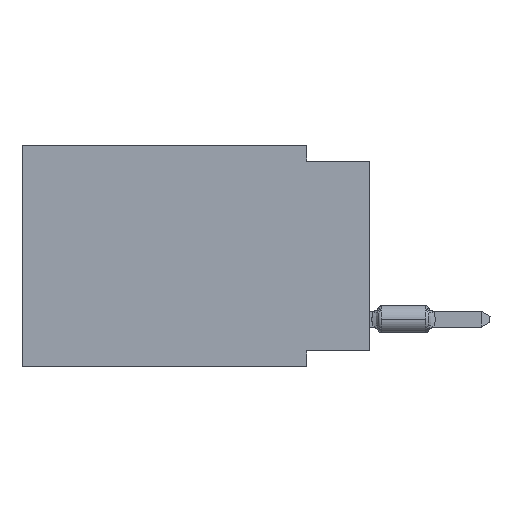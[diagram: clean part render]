
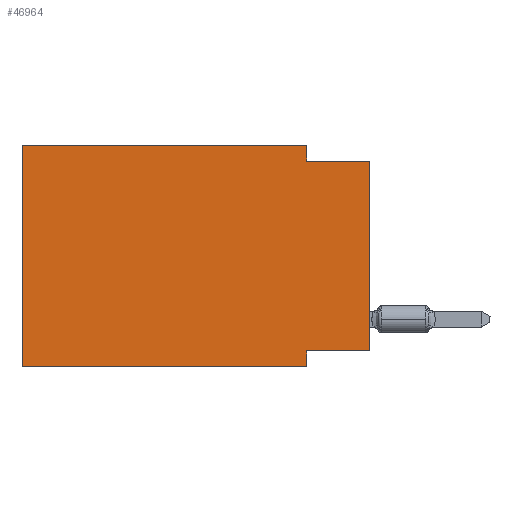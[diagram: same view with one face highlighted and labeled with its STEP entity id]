
A CAD part, left-side view. The second image highlights one B-rep face of the part: STEP entity #46964.
In plain terms, the highlighted planar face has unit normal (-1, 0, 0).
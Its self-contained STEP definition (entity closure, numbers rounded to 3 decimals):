
#2000 = PLANE ( 'NONE',  #106756 ) ;
#3788 = CARTESIAN_POINT ( 'NONE',  ( 0., 2.54, -8.255 ) ) ;
#7485 = CARTESIAN_POINT ( 'NONE',  ( 0., 2.54, -0.635 ) ) ;
#8661 = DIRECTION ( 'NONE',  ( 1., 0., 0. ) ) ;
#8943 = VERTEX_POINT ( 'NONE', #78819 ) ;
#12941 = VECTOR ( 'NONE', #76382, 1000. ) ;
#20103 = LINE ( 'NONE', #110572, #115889 ) ;
#23404 = CARTESIAN_POINT ( 'NONE',  ( 0., 13.97, 0. ) ) ;
#25427 = ORIENTED_EDGE ( 'NONE', *, *, #99374, .F. ) ;
#25775 = CARTESIAN_POINT ( 'NONE',  ( 0., 13.97, 0. ) ) ;
#26080 = DIRECTION ( 'NONE',  ( 0., 0., 1. ) ) ;
#26836 = VERTEX_POINT ( 'NONE', #114960 ) ;
#27744 = EDGE_CURVE ( 'NONE', #76363, #26836, #36917, .T. ) ;
#29137 = DIRECTION ( 'NONE',  ( 0., 1., 0. ) ) ;
#30464 = DIRECTION ( 'NONE',  ( 0., -1., 0. ) ) ;
#30487 = VERTEX_POINT ( 'NONE', #23404 ) ;
#30552 = EDGE_CURVE ( 'NONE', #30487, #91472, #71028, .T. ) ;
#36917 = LINE ( 'NONE', #53832, #67143 ) ;
#37454 = VERTEX_POINT ( 'NONE', #107946 ) ;
#39559 = CARTESIAN_POINT ( 'NONE',  ( 0., 0., 0. ) ) ;
#42933 = EDGE_CURVE ( 'NONE', #91472, #50521, #109219, .T. ) ;
#43597 = VECTOR ( 'NONE', #26080, 1000. ) ;
#44201 = DIRECTION ( 'NONE',  ( 0., 0., -1. ) ) ;
#46964 = ADVANCED_FACE ( 'NONE', ( #100919 ), #2000, .F. ) ;
#47838 = CARTESIAN_POINT ( 'NONE',  ( 0., 13.97, 0. ) ) ;
#49239 = ORIENTED_EDGE ( 'NONE', *, *, #42933, .F. ) ;
#49272 = CARTESIAN_POINT ( 'NONE',  ( 0., 2.54, 0. ) ) ;
#50521 = VERTEX_POINT ( 'NONE', #7485 ) ;
#53832 = CARTESIAN_POINT ( 'NONE',  ( 0., 2.54, -8.89 ) ) ;
#56236 = ORIENTED_EDGE ( 'NONE', *, *, #64184, .F. ) ;
#61383 = DIRECTION ( 'NONE',  ( 0., -1., 0. ) ) ;
#64184 = EDGE_CURVE ( 'NONE', #50521, #8943, #66650, .T. ) ;
#66458 = EDGE_LOOP ( 'NONE', ( #115404, #56236, #49239, #110314, #76671, #95850, #97992, #25427 ) ) ;
#66650 = LINE ( 'NONE', #113100, #118131 ) ;
#67143 = VECTOR ( 'NONE', #44201, 1000. ) ;
#67446 = VERTEX_POINT ( 'NONE', #119015 ) ;
#71028 = LINE ( 'NONE', #25775, #104163 ) ;
#71831 = LINE ( 'NONE', #117686, #105303 ) ;
#72527 = CARTESIAN_POINT ( 'NONE',  ( 0., 13.97, 0. ) ) ;
#74119 = EDGE_CURVE ( 'NONE', #37454, #8943, #114330, .T. ) ;
#76363 = VERTEX_POINT ( 'NONE', #3788 ) ;
#76382 = DIRECTION ( 'NONE',  ( 0., 0., 1. ) ) ;
#76671 = ORIENTED_EDGE ( 'NONE', *, *, #109251, .F. ) ;
#78819 = CARTESIAN_POINT ( 'NONE',  ( 0., 0., -0.635 ) ) ;
#82843 = DIRECTION ( 'NONE',  ( 0., 0., -1. ) ) ;
#91131 = DIRECTION ( 'NONE',  ( 0., -1., 0. ) ) ;
#91472 = VERTEX_POINT ( 'NONE', #49272 ) ;
#91731 = DIRECTION ( 'NONE',  ( 0., 0., -1. ) ) ;
#94247 = VECTOR ( 'NONE', #91731, 1000. ) ;
#95850 = ORIENTED_EDGE ( 'NONE', *, *, #119048, .T. ) ;
#97992 = ORIENTED_EDGE ( 'NONE', *, *, #27744, .F. ) ;
#99374 = EDGE_CURVE ( 'NONE', #37454, #76363, #20103, .T. ) ;
#100850 = LINE ( 'NONE', #72527, #43597 ) ;
#100919 = FACE_OUTER_BOUND ( 'NONE', #66458, .T. ) ;
#104163 = VECTOR ( 'NONE', #61383, 1000. ) ;
#105303 = VECTOR ( 'NONE', #91131, 1000. ) ;
#106756 = AXIS2_PLACEMENT_3D ( 'NONE', #47838, #8661, #82843 ) ;
#107946 = CARTESIAN_POINT ( 'NONE',  ( 0., 0., -8.255 ) ) ;
#109219 = LINE ( 'NONE', #117693, #94247 ) ;
#109251 = EDGE_CURVE ( 'NONE', #67446, #30487, #100850, .T. ) ;
#110314 = ORIENTED_EDGE ( 'NONE', *, *, #30552, .F. ) ;
#110572 = CARTESIAN_POINT ( 'NONE',  ( 0., 0., -8.255 ) ) ;
#113100 = CARTESIAN_POINT ( 'NONE',  ( 0., 0., -0.635 ) ) ;
#114330 = LINE ( 'NONE', #39559, #12941 ) ;
#114960 = CARTESIAN_POINT ( 'NONE',  ( 0., 2.54, -8.89 ) ) ;
#115404 = ORIENTED_EDGE ( 'NONE', *, *, #74119, .T. ) ;
#115889 = VECTOR ( 'NONE', #29137, 1000. ) ;
#117686 = CARTESIAN_POINT ( 'NONE',  ( 0., 13.97, -8.89 ) ) ;
#117693 = CARTESIAN_POINT ( 'NONE',  ( 0., 2.54, 0. ) ) ;
#118131 = VECTOR ( 'NONE', #30464, 1000. ) ;
#119015 = CARTESIAN_POINT ( 'NONE',  ( 0., 13.97, -8.89 ) ) ;
#119048 = EDGE_CURVE ( 'NONE', #67446, #26836, #71831, .T. ) ;
